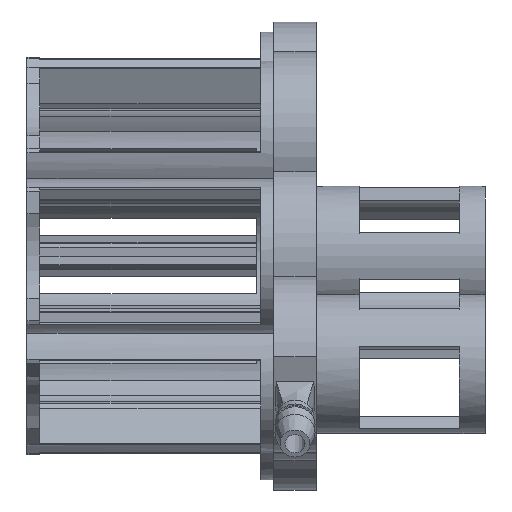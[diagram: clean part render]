
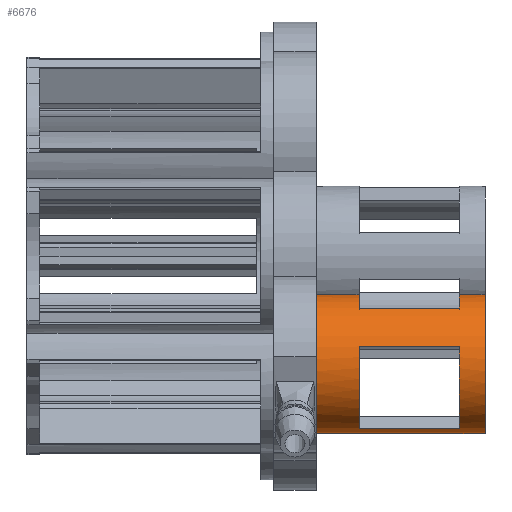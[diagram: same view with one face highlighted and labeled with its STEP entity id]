
A CAD part, left-side view. The second image highlights one B-rep face of the part: STEP entity #6676.
In plain terms, the highlighted cylindrical face has radius 8.168 mm (diameter 16.335 mm), a full revolution.
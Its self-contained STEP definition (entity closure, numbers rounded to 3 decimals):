
#182=CYLINDRICAL_SURFACE('',#7450,8.168);
#242=FACE_BOUND('',#1119,.T.);
#243=FACE_BOUND('',#1120,.T.);
#244=FACE_BOUND('',#1121,.T.);
#738=FACE_OUTER_BOUND('',#1118,.T.);
#1118=EDGE_LOOP('',(#6205,#6206,#6207,#6208));
#1119=EDGE_LOOP('',(#6209,#6210,#6211,#6212));
#1120=EDGE_LOOP('',(#6213,#6214,#6215,#6216));
#1121=EDGE_LOOP('',(#6217,#6218,#6219,#6220));
#1668=LINE('',#12079,#2215);
#1670=LINE('',#12083,#2217);
#1673=LINE('',#12091,#2220);
#1674=LINE('',#12093,#2221);
#1675=LINE('',#12095,#2222);
#1677=LINE('',#12099,#2224);
#1678=LINE('',#12101,#2225);
#2215=VECTOR('',#9448,10.);
#2217=VECTOR('',#9452,10.);
#2220=VECTOR('',#9461,10.);
#2221=VECTOR('',#9464,10.);
#2222=VECTOR('',#9467,10.);
#2224=VECTOR('',#9471,10.);
#2225=VECTOR('',#9474,8.168);
#2367=CIRCLE('',#6899,8.168);
#2438=CIRCLE('',#7005,8.168);
#2447=CIRCLE('',#7017,8.168);
#2666=CIRCLE('',#7437,8.168);
#2667=CIRCLE('',#7439,8.168);
#2668=CIRCLE('',#7441,8.168);
#2669=CIRCLE('',#7445,8.168);
#2670=CIRCLE('',#7451,8.168);
#2820=VERTEX_POINT('',#10553);
#2952=VERTEX_POINT('',#10889);
#2967=VERTEX_POINT('',#10923);
#2968=VERTEX_POINT('',#10924);
#3315=VERTEX_POINT('',#12061);
#3316=VERTEX_POINT('',#12063);
#3317=VERTEX_POINT('',#12067);
#3318=VERTEX_POINT('',#12069);
#3319=VERTEX_POINT('',#12073);
#3320=VERTEX_POINT('',#12075);
#3321=VERTEX_POINT('',#12081);
#3322=VERTEX_POINT('',#12085);
#3323=VERTEX_POINT('',#12089);
#3324=VERTEX_POINT('',#12097);
#3541=EDGE_CURVE('',#2820,#2820,#2367,.T.);
#3706=EDGE_CURVE('',#2952,#2952,#2438,.T.);
#3722=EDGE_CURVE('',#2967,#2968,#2447,.T.);
#4288=EDGE_CURVE('',#3315,#3316,#2666,.T.);
#4291=EDGE_CURVE('',#3317,#3318,#2667,.T.);
#4294=EDGE_CURVE('',#3319,#3320,#2668,.T.);
#4296=EDGE_CURVE('',#2967,#3318,#1668,.T.);
#4298=EDGE_CURVE('',#3321,#3319,#1670,.T.);
#4300=EDGE_CURVE('',#3322,#3321,#2669,.T.);
#4302=EDGE_CURVE('',#3323,#3315,#1673,.T.);
#4303=EDGE_CURVE('',#3322,#3320,#1674,.T.);
#4304=EDGE_CURVE('',#2968,#3317,#1675,.T.);
#4306=EDGE_CURVE('',#3324,#3316,#1677,.T.);
#4307=EDGE_CURVE('',#2952,#2820,#1678,.T.);
#4308=EDGE_CURVE('',#3324,#3323,#2670,.T.);
#6205=ORIENTED_EDGE('',*,*,#3706,.F.);
#6206=ORIENTED_EDGE('',*,*,#4307,.T.);
#6207=ORIENTED_EDGE('',*,*,#3541,.F.);
#6208=ORIENTED_EDGE('',*,*,#4307,.F.);
#6209=ORIENTED_EDGE('',*,*,#4298,.F.);
#6210=ORIENTED_EDGE('',*,*,#4300,.F.);
#6211=ORIENTED_EDGE('',*,*,#4303,.T.);
#6212=ORIENTED_EDGE('',*,*,#4294,.F.);
#6213=ORIENTED_EDGE('',*,*,#4302,.F.);
#6214=ORIENTED_EDGE('',*,*,#4308,.F.);
#6215=ORIENTED_EDGE('',*,*,#4306,.T.);
#6216=ORIENTED_EDGE('',*,*,#4288,.F.);
#6217=ORIENTED_EDGE('',*,*,#3722,.F.);
#6218=ORIENTED_EDGE('',*,*,#4296,.T.);
#6219=ORIENTED_EDGE('',*,*,#4291,.F.);
#6220=ORIENTED_EDGE('',*,*,#4304,.F.);
#6676=ADVANCED_FACE('',(#738,#242,#243,#244),#182,.T.);
#6899=AXIS2_PLACEMENT_3D('',#10554,#7921,#7922);
#7005=AXIS2_PLACEMENT_3D('',#10890,#8225,#8226);
#7017=AXIS2_PLACEMENT_3D('',#10925,#8256,#8257);
#7437=AXIS2_PLACEMENT_3D('',#12064,#9431,#9432);
#7439=AXIS2_PLACEMENT_3D('',#12070,#9437,#9438);
#7441=AXIS2_PLACEMENT_3D('',#12076,#9443,#9444);
#7445=AXIS2_PLACEMENT_3D('',#12087,#9456,#9457);
#7450=AXIS2_PLACEMENT_3D('',#12100,#9472,#9473);
#7451=AXIS2_PLACEMENT_3D('',#12102,#9475,#9476);
#7921=DIRECTION('center_axis',(0.,1.,0.));
#7922=DIRECTION('ref_axis',(-0.901,0.,-0.434));
#8225=DIRECTION('center_axis',(0.,-1.,0.));
#8226=DIRECTION('ref_axis',(-0.901,0.,-0.434));
#8256=DIRECTION('center_axis',(0.,-1.,0.));
#8257=DIRECTION('ref_axis',(-0.901,0.,-0.434));
#9431=DIRECTION('center_axis',(0.,1.,0.));
#9432=DIRECTION('ref_axis',(-0.901,0.,-0.434));
#9437=DIRECTION('center_axis',(0.,1.,0.));
#9438=DIRECTION('ref_axis',(-0.901,0.,-0.434));
#9443=DIRECTION('center_axis',(0.,1.,0.));
#9444=DIRECTION('ref_axis',(-0.901,0.,-0.434));
#9448=DIRECTION('',(0.,-1.,0.));
#9452=DIRECTION('',(0.,-1.,0.));
#9456=DIRECTION('center_axis',(0.,-1.,0.));
#9457=DIRECTION('ref_axis',(-0.901,0.,-0.434));
#9461=DIRECTION('',(0.,-1.,0.));
#9464=DIRECTION('',(0.,-1.,0.));
#9467=DIRECTION('',(0.,-1.,0.));
#9471=DIRECTION('',(0.,-1.,0.));
#9472=DIRECTION('center_axis',(0.,-1.,0.));
#9473=DIRECTION('ref_axis',(-0.901,0.,-0.434));
#9474=DIRECTION('',(0.,1.,0.));
#9475=DIRECTION('center_axis',(0.,-1.,0.));
#9476=DIRECTION('ref_axis',(-0.901,0.,-0.434));
#10553=CARTESIAN_POINT('',(-18.981,-2.5,-9.141));
#10554=CARTESIAN_POINT('Origin',(-26.339,-2.5,-12.684));
#10889=CARTESIAN_POINT('',(-18.981,-22.264,-9.141));
#10890=CARTESIAN_POINT('Origin',(-26.339,-22.264,-12.684));
#10923=CARTESIAN_POINT('',(-24.2,-7.5,-20.567));
#10924=CARTESIAN_POINT('',(-18.22,-7.5,-11.796));
#10925=CARTESIAN_POINT('Origin',(-26.339,-7.5,-12.684));
#12061=CARTESIAN_POINT('',(-31.168,-19.264,-6.097));
#12063=CARTESIAN_POINT('',(-20.583,-19.264,-6.89));
#12064=CARTESIAN_POINT('Origin',(-26.339,-19.264,-12.684));
#12067=CARTESIAN_POINT('',(-18.22,-19.264,-11.796));
#12069=CARTESIAN_POINT('',(-24.2,-19.264,-20.567));
#12070=CARTESIAN_POINT('Origin',(-26.339,-19.264,-12.684));
#12073=CARTESIAN_POINT('',(-29.63,-19.264,-20.16));
#12075=CARTESIAN_POINT('',(-34.235,-19.264,-10.596));
#12076=CARTESIAN_POINT('Origin',(-26.339,-19.264,-12.684));
#12079=CARTESIAN_POINT('',(-24.2,-2.5,-20.567));
#12081=CARTESIAN_POINT('',(-29.63,-7.5,-20.16));
#12083=CARTESIAN_POINT('',(-29.63,-2.5,-20.16));
#12085=CARTESIAN_POINT('',(-34.235,-7.5,-10.596));
#12087=CARTESIAN_POINT('Origin',(-26.339,-7.5,-12.684));
#12089=CARTESIAN_POINT('',(-31.168,-7.5,-6.097));
#12091=CARTESIAN_POINT('',(-31.168,-2.5,-6.097));
#12093=CARTESIAN_POINT('',(-34.235,-2.5,-10.596));
#12095=CARTESIAN_POINT('',(-18.22,-2.5,-11.796));
#12097=CARTESIAN_POINT('',(-20.583,-7.5,-6.89));
#12099=CARTESIAN_POINT('',(-20.583,-2.5,-6.89));
#12100=CARTESIAN_POINT('Origin',(-26.339,-2.5,-12.684));
#12101=CARTESIAN_POINT('',(-18.981,-2.5,-9.141));
#12102=CARTESIAN_POINT('Origin',(-26.339,-7.5,-12.684));
